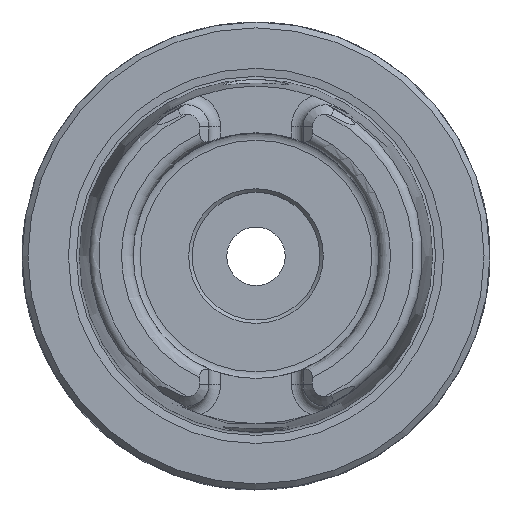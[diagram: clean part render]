
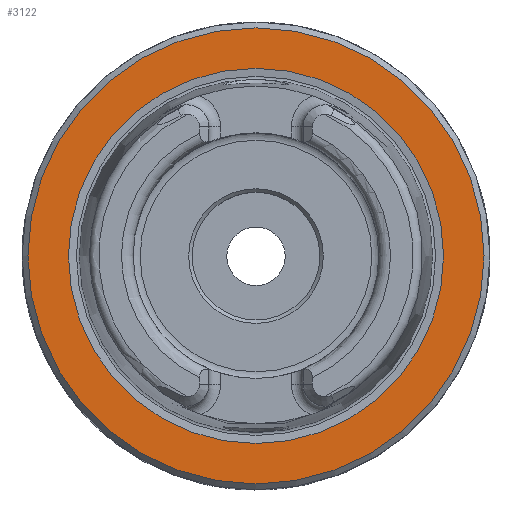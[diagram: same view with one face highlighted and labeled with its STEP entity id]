
A CAD part, top view. The second image highlights one B-rep face of the part: STEP entity #3122.
In plain terms, the highlighted planar face has unit normal (0, 0, 1).
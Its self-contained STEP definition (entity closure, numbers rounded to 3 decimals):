
#389=PLANE('',#3347);
#808=ORIENTED_EDGE('',*,*,#1254,.T.);
#809=ORIENTED_EDGE('',*,*,#1255,.F.);
#1254=EDGE_CURVE('',#1481,#1481,#1589,.T.);
#1255=EDGE_CURVE('',#1482,#1482,#1590,.T.);
#1481=VERTEX_POINT('',#5018);
#1482=VERTEX_POINT('',#5021);
#1589=CIRCLE('',#3346,16.04);
#1590=CIRCLE('',#3348,19.5);
#1740=EDGE_LOOP('',(#808));
#1741=EDGE_LOOP('',(#809));
#1936=FACE_BOUND('',#1740,.T.);
#1937=FACE_BOUND('',#1741,.T.);
#3122=ADVANCED_FACE('',(#1936,#1937),#389,.T.);
#3346=AXIS2_PLACEMENT_3D('',#5017,#3867,#3868);
#3347=AXIS2_PLACEMENT_3D('',#5019,#3869,#3870);
#3348=AXIS2_PLACEMENT_3D('',#5020,#3871,#3872);
#3867=DIRECTION('',(0.,0.,-1.));
#3868=DIRECTION('',(-1.,0.,0.));
#3869=DIRECTION('',(0.,0.,1.));
#3870=DIRECTION('',(1.,0.,0.));
#3871=DIRECTION('',(0.,0.,-1.));
#3872=DIRECTION('',(-1.,0.,0.));
#5017=CARTESIAN_POINT('',(0.,0.,0.));
#5018=CARTESIAN_POINT('',(-16.04,0.,0.));
#5019=CARTESIAN_POINT('',(-16.04,0.,0.));
#5020=CARTESIAN_POINT('',(0.,0.,0.));
#5021=CARTESIAN_POINT('',(-19.5,0.,0.));
